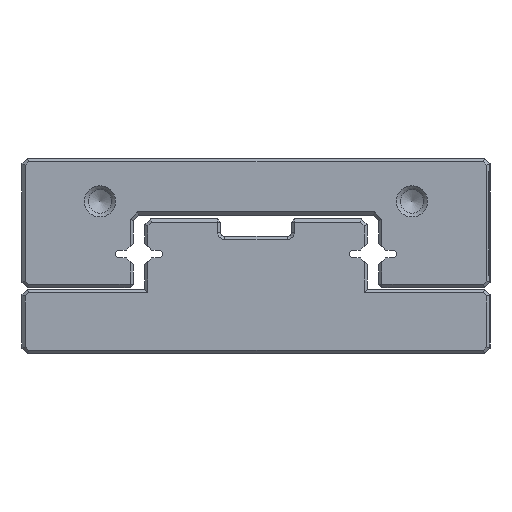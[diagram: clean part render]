
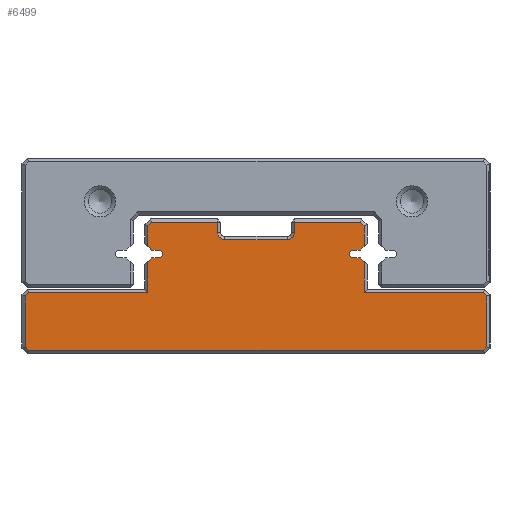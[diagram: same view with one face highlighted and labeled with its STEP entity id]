
A CAD part, left-side view. The second image highlights one B-rep face of the part: STEP entity #6499.
In plain terms, the highlighted planar face has unit normal (-1, 0, 0).
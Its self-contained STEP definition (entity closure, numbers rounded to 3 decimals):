
#6017=CIRCLE('',#30503,0.5);
#6023=CIRCLE('',#30523,0.5);
#6031=CIRCLE('',#30537,0.9);
#6032=CIRCLE('',#30538,0.9);
#6499=ADVANCED_FACE('',(#9164),#8087,.T.);
#8087=PLANE('',#30539);
#9164=FACE_OUTER_BOUND('',#10336,.T.);
#10336=EDGE_LOOP('',(#12681,#12682,#12683,#12684,#12685,#12686,#12687,#12688,
#12689,#12690,#12691,#12692,#12693,#12694,#12695,#12696,#12697,#12698,#12699,
#12700,#12701,#12702,#12703,#12704,#12705,#12706,#12707,#12708,#12709,#12710,
#12711,#12712));
#12681=ORIENTED_EDGE('',*,*,#21932,.F.);
#12682=ORIENTED_EDGE('',*,*,#21980,.T.);
#12683=ORIENTED_EDGE('',*,*,#21981,.T.);
#12684=ORIENTED_EDGE('',*,*,#21982,.T.);
#12685=ORIENTED_EDGE('',*,*,#21983,.T.);
#12686=ORIENTED_EDGE('',*,*,#21984,.T.);
#12687=ORIENTED_EDGE('',*,*,#21985,.T.);
#12688=ORIENTED_EDGE('',*,*,#21986,.T.);
#12689=ORIENTED_EDGE('',*,*,#21987,.T.);
#12690=ORIENTED_EDGE('',*,*,#21988,.T.);
#12691=ORIENTED_EDGE('',*,*,#21989,.T.);
#12692=ORIENTED_EDGE('',*,*,#21990,.T.);
#12693=ORIENTED_EDGE('',*,*,#21896,.F.);
#12694=ORIENTED_EDGE('',*,*,#21890,.F.);
#12695=ORIENTED_EDGE('',*,*,#21887,.F.);
#12696=ORIENTED_EDGE('',*,*,#21884,.F.);
#12697=ORIENTED_EDGE('',*,*,#21882,.F.);
#12698=ORIENTED_EDGE('',*,*,#21991,.T.);
#12699=ORIENTED_EDGE('',*,*,#21992,.T.);
#12700=ORIENTED_EDGE('',*,*,#21993,.T.);
#12701=ORIENTED_EDGE('',*,*,#21994,.T.);
#12702=ORIENTED_EDGE('',*,*,#21995,.T.);
#12703=ORIENTED_EDGE('',*,*,#21996,.T.);
#12704=ORIENTED_EDGE('',*,*,#21997,.T.);
#12705=ORIENTED_EDGE('',*,*,#21998,.T.);
#12706=ORIENTED_EDGE('',*,*,#21999,.T.);
#12707=ORIENTED_EDGE('',*,*,#22000,.T.);
#12708=ORIENTED_EDGE('',*,*,#22001,.T.);
#12709=ORIENTED_EDGE('',*,*,#21946,.F.);
#12710=ORIENTED_EDGE('',*,*,#21940,.F.);
#12711=ORIENTED_EDGE('',*,*,#21937,.F.);
#12712=ORIENTED_EDGE('',*,*,#21934,.F.);
#19447=VERTEX_POINT('',#38893);
#19448=VERTEX_POINT('',#38895);
#19449=VERTEX_POINT('',#38899);
#19451=VERTEX_POINT('',#38905);
#19453=VERTEX_POINT('',#38911);
#19458=VERTEX_POINT('',#38923);
#19487=VERTEX_POINT('',#38997);
#19488=VERTEX_POINT('',#38999);
#19489=VERTEX_POINT('',#39003);
#19491=VERTEX_POINT('',#39009);
#19493=VERTEX_POINT('',#39015);
#19498=VERTEX_POINT('',#39027);
#19527=VERTEX_POINT('',#39094);
#19528=VERTEX_POINT('',#39096);
#19529=VERTEX_POINT('',#39098);
#19530=VERTEX_POINT('',#39100);
#19531=VERTEX_POINT('',#39102);
#19532=VERTEX_POINT('',#39104);
#19533=VERTEX_POINT('',#39106);
#19534=VERTEX_POINT('',#39108);
#19535=VERTEX_POINT('',#39110);
#19536=VERTEX_POINT('',#39112);
#19537=VERTEX_POINT('',#39115);
#19538=VERTEX_POINT('',#39117);
#19539=VERTEX_POINT('',#39119);
#19540=VERTEX_POINT('',#39121);
#19541=VERTEX_POINT('',#39123);
#19542=VERTEX_POINT('',#39125);
#19543=VERTEX_POINT('',#39127);
#19544=VERTEX_POINT('',#39129);
#19545=VERTEX_POINT('',#39131);
#19546=VERTEX_POINT('',#39133);
#21882=EDGE_CURVE('',#19447,#19448,#25291,.T.);
#21884=EDGE_CURVE('',#19448,#19449,#25293,.T.);
#21887=EDGE_CURVE('',#19449,#19451,#6017,.T.);
#21890=EDGE_CURVE('',#19451,#19453,#25297,.T.);
#21896=EDGE_CURVE('',#19453,#19458,#25303,.T.);
#21932=EDGE_CURVE('',#19487,#19488,#25335,.T.);
#21934=EDGE_CURVE('',#19488,#19489,#25337,.T.);
#21937=EDGE_CURVE('',#19489,#19491,#6023,.T.);
#21940=EDGE_CURVE('',#19491,#19493,#25341,.T.);
#21946=EDGE_CURVE('',#19493,#19498,#25347,.T.);
#21980=EDGE_CURVE('',#19487,#19527,#25375,.T.);
#21981=EDGE_CURVE('',#19527,#19528,#25376,.T.);
#21982=EDGE_CURVE('',#19528,#19529,#25377,.T.);
#21983=EDGE_CURVE('',#19529,#19530,#25378,.T.);
#21984=EDGE_CURVE('',#19530,#19531,#6031,.T.);
#21985=EDGE_CURVE('',#19531,#19532,#25379,.T.);
#21986=EDGE_CURVE('',#19532,#19533,#6032,.T.);
#21987=EDGE_CURVE('',#19533,#19534,#25380,.T.);
#21988=EDGE_CURVE('',#19534,#19535,#25381,.T.);
#21989=EDGE_CURVE('',#19535,#19536,#25382,.T.);
#21990=EDGE_CURVE('',#19536,#19458,#25383,.T.);
#21991=EDGE_CURVE('',#19447,#19537,#25384,.T.);
#21992=EDGE_CURVE('',#19537,#19538,#25385,.T.);
#21993=EDGE_CURVE('',#19538,#19539,#25386,.T.);
#21994=EDGE_CURVE('',#19539,#19540,#25387,.T.);
#21995=EDGE_CURVE('',#19540,#19541,#25388,.T.);
#21996=EDGE_CURVE('',#19541,#19542,#25389,.T.);
#21997=EDGE_CURVE('',#19542,#19543,#25390,.T.);
#21998=EDGE_CURVE('',#19543,#19544,#25391,.T.);
#21999=EDGE_CURVE('',#19544,#19545,#25392,.T.);
#22000=EDGE_CURVE('',#19545,#19546,#25393,.T.);
#22001=EDGE_CURVE('',#19546,#19498,#25394,.T.);
#25291=LINE('',#38894,#27885);
#25293=LINE('',#38898,#27887);
#25297=LINE('',#38910,#27891);
#25303=LINE('',#38922,#27897);
#25335=LINE('',#38998,#27929);
#25337=LINE('',#39002,#27931);
#25341=LINE('',#39014,#27935);
#25347=LINE('',#39026,#27941);
#25375=LINE('',#39093,#27969);
#25376=LINE('',#39095,#27970);
#25377=LINE('',#39097,#27971);
#25378=LINE('',#39099,#27972);
#25379=LINE('',#39103,#27973);
#25380=LINE('',#39107,#27974);
#25381=LINE('',#39109,#27975);
#25382=LINE('',#39111,#27976);
#25383=LINE('',#39113,#27977);
#25384=LINE('',#39114,#27978);
#25385=LINE('',#39116,#27979);
#25386=LINE('',#39118,#27980);
#25387=LINE('',#39120,#27981);
#25388=LINE('',#39122,#27982);
#25389=LINE('',#39124,#27983);
#25390=LINE('',#39126,#27984);
#25391=LINE('',#39128,#27985);
#25392=LINE('',#39130,#27986);
#25393=LINE('',#39132,#27987);
#25394=LINE('',#39134,#27988);
#27885=VECTOR('',#32473,1.);
#27887=VECTOR('',#32477,1.);
#27891=VECTOR('',#32489,1.);
#27897=VECTOR('',#32497,1.);
#27929=VECTOR('',#32557,1.);
#27931=VECTOR('',#32561,1.);
#27935=VECTOR('',#32573,1.);
#27941=VECTOR('',#32581,1.);
#27969=VECTOR('',#32629,1.);
#27970=VECTOR('',#32630,1.);
#27971=VECTOR('',#32631,1.);
#27972=VECTOR('',#32632,1.);
#27973=VECTOR('',#32635,1.);
#27974=VECTOR('',#32638,1.);
#27975=VECTOR('',#32639,1.);
#27976=VECTOR('',#32640,1.);
#27977=VECTOR('',#32641,1.);
#27978=VECTOR('',#32642,1.);
#27979=VECTOR('',#32643,1.);
#27980=VECTOR('',#32644,1.);
#27981=VECTOR('',#32645,1.);
#27982=VECTOR('',#32646,1.);
#27983=VECTOR('',#32647,1.);
#27984=VECTOR('',#32648,1.);
#27985=VECTOR('',#32649,1.);
#27986=VECTOR('',#32650,1.);
#27987=VECTOR('',#32651,1.);
#27988=VECTOR('',#32652,1.);
#30503=AXIS2_PLACEMENT_3D('',#38904,#32482,#32483);
#30523=AXIS2_PLACEMENT_3D('',#39008,#32566,#32567);
#30537=AXIS2_PLACEMENT_3D('',#39101,#32633,#32634);
#30538=AXIS2_PLACEMENT_3D('',#39105,#32636,#32637);
#30539=AXIS2_PLACEMENT_3D('',#39135,#32653,#32654);
#32473=DIRECTION('',(0.,-0.707,0.707));
#32477=DIRECTION('',(0.,-1.,0.));
#32482=DIRECTION('',(-1.,0.,0.));
#32483=DIRECTION('',(0.,1.,0.));
#32489=DIRECTION('',(0.,1.,0.));
#32497=DIRECTION('',(0.,0.707,0.707));
#32557=DIRECTION('',(0.,0.707,-0.707));
#32561=DIRECTION('',(0.,1.,0.));
#32566=DIRECTION('',(-1.,0.,0.));
#32567=DIRECTION('',(0.,1.,0.));
#32573=DIRECTION('',(0.,-1.,0.));
#32581=DIRECTION('',(0.,-0.707,-0.707));
#32629=DIRECTION('',(0.,0.,1.));
#32630=DIRECTION('',(0.,0.707,0.707));
#32631=DIRECTION('',(0.,1.,0.));
#32632=DIRECTION('',(0.,0.,-1.));
#32633=DIRECTION('',(1.,0.,0.));
#32634=DIRECTION('',(0.,0.,1.));
#32635=DIRECTION('',(0.,1.,0.));
#32636=DIRECTION('',(1.,0.,0.));
#32637=DIRECTION('',(0.,0.,1.));
#32638=DIRECTION('',(0.,0.,1.));
#32639=DIRECTION('',(0.,1.,0.));
#32640=DIRECTION('',(0.,0.707,-0.707));
#32641=DIRECTION('',(0.,0.,-1.));
#32642=DIRECTION('',(0.,0.,-1.));
#32643=DIRECTION('',(0.,1.,0.));
#32644=DIRECTION('',(0.,0.707,-0.707));
#32645=DIRECTION('',(0.,0.,-1.));
#32646=DIRECTION('',(0.,-0.707,-0.707));
#32647=DIRECTION('',(0.,-1.,0.));
#32648=DIRECTION('',(0.,-0.707,0.707));
#32649=DIRECTION('',(0.,0.,1.));
#32650=DIRECTION('',(0.,0.707,0.707));
#32651=DIRECTION('',(0.,1.,0.));
#32652=DIRECTION('',(0.,0.,1.));
#32653=DIRECTION('',(-1.,0.,0.));
#32654=DIRECTION('',(0.,0.,-1.));
#38893=CARTESIAN_POINT('',(80.,43.85,11.779));
#38894=CARTESIAN_POINT('',(80.,44.25,11.379));
#38895=CARTESIAN_POINT('',(80.,43.379,12.25));
#38898=CARTESIAN_POINT('',(80.,43.379,12.25));
#38899=CARTESIAN_POINT('',(80.,42.5,12.25));
#38904=CARTESIAN_POINT('',(80.,42.5,12.75));
#38905=CARTESIAN_POINT('',(80.,42.5,13.25));
#38910=CARTESIAN_POINT('',(80.,42.5,13.25));
#38911=CARTESIAN_POINT('',(80.,43.379,13.25));
#38922=CARTESIAN_POINT('',(80.,43.379,13.25));
#38923=CARTESIAN_POINT('',(80.,43.85,13.721));
#38997=CARTESIAN_POINT('',(80.,16.15,13.721));
#38998=CARTESIAN_POINT('',(80.,15.75,14.121));
#38999=CARTESIAN_POINT('',(80.,16.621,13.25));
#39002=CARTESIAN_POINT('',(80.,16.621,13.25));
#39003=CARTESIAN_POINT('',(80.,17.5,13.25));
#39008=CARTESIAN_POINT('',(80.,17.5,12.75));
#39009=CARTESIAN_POINT('',(80.,17.5,12.25));
#39014=CARTESIAN_POINT('',(80.,17.5,12.25));
#39015=CARTESIAN_POINT('',(80.,16.621,12.25));
#39026=CARTESIAN_POINT('',(80.,16.621,12.25));
#39027=CARTESIAN_POINT('',(80.,16.15,11.779));
#39093=CARTESIAN_POINT('',(80.,16.15,16.55));
#39094=CARTESIAN_POINT('',(80.,16.15,16.384));
#39095=CARTESIAN_POINT('',(80.,27.508,27.742));
#39096=CARTESIAN_POINT('',(80.,16.616,16.85));
#39097=CARTESIAN_POINT('',(80.,25.5,16.85));
#39098=CARTESIAN_POINT('',(80.,25.1,16.85));
#39099=CARTESIAN_POINT('',(80.,25.1,15.5));
#39100=CARTESIAN_POINT('',(80.,25.1,15.5));
#39101=CARTESIAN_POINT('',(80.,26.,15.5));
#39102=CARTESIAN_POINT('',(80.,26.,14.6));
#39103=CARTESIAN_POINT('',(80.,34.,14.6));
#39104=CARTESIAN_POINT('',(80.,34.,14.6));
#39105=CARTESIAN_POINT('',(80.,34.,15.5));
#39106=CARTESIAN_POINT('',(80.,34.9,15.5));
#39107=CARTESIAN_POINT('',(80.,34.9,17.25));
#39108=CARTESIAN_POINT('',(80.,34.9,16.85));
#39109=CARTESIAN_POINT('',(80.,43.55,16.85));
#39110=CARTESIAN_POINT('',(80.,43.384,16.85));
#39111=CARTESIAN_POINT('',(80.,44.992,15.242));
#39112=CARTESIAN_POINT('',(80.,43.85,16.384));
#39113=CARTESIAN_POINT('',(80.,43.85,14.121));
#39114=CARTESIAN_POINT('',(80.,43.85,8.25));
#39115=CARTESIAN_POINT('',(80.,43.85,7.85));
#39116=CARTESIAN_POINT('',(80.,59.3,7.85));
#39117=CARTESIAN_POINT('',(80.,59.134,7.85));
#39118=CARTESIAN_POINT('',(80.,48.367,18.617));
#39119=CARTESIAN_POINT('',(80.,59.6,7.384));
#39120=CARTESIAN_POINT('',(80.,59.6,0.7));
#39121=CARTESIAN_POINT('',(80.,59.6,0.866));
#39122=CARTESIAN_POINT('',(80.,56.992,-1.742));
#39123=CARTESIAN_POINT('',(80.,59.134,0.4));
#39124=CARTESIAN_POINT('',(80.,0.7,0.4));
#39125=CARTESIAN_POINT('',(80.,0.866,0.4));
#39126=CARTESIAN_POINT('',(80.,15.508,-14.242));
#39127=CARTESIAN_POINT('',(80.,0.4,0.866));
#39128=CARTESIAN_POINT('',(80.,0.4,7.55));
#39129=CARTESIAN_POINT('',(80.,0.4,7.384));
#39130=CARTESIAN_POINT('',(80.,24.133,31.117));
#39131=CARTESIAN_POINT('',(80.,0.866,7.85));
#39132=CARTESIAN_POINT('',(80.,15.75,7.85));
#39133=CARTESIAN_POINT('',(80.,16.15,7.85));
#39134=CARTESIAN_POINT('',(80.,16.15,11.379));
#39135=CARTESIAN_POINT('',(80.,42.5,12.75));
